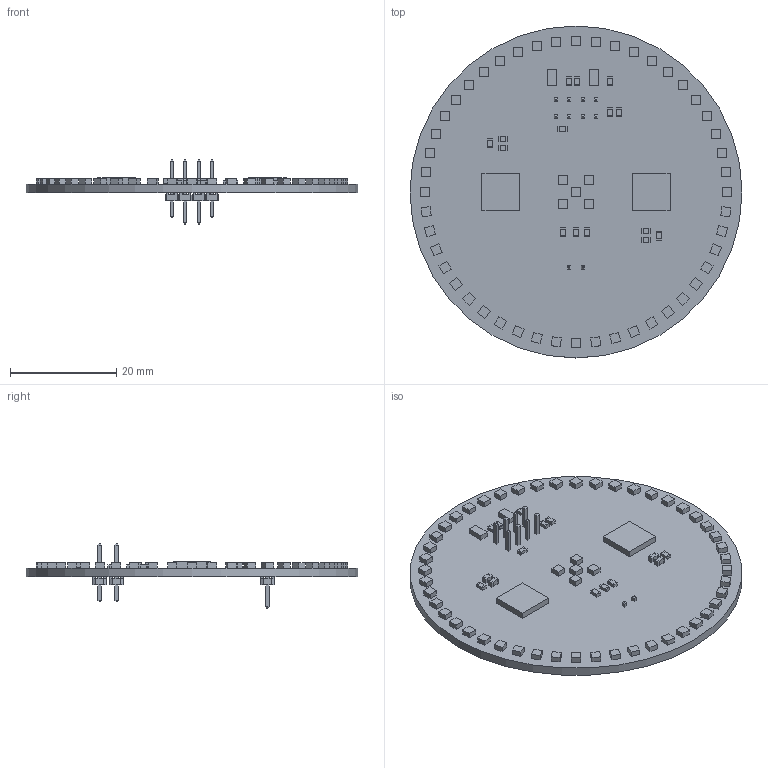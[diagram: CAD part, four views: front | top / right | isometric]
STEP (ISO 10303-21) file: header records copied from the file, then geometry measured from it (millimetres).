
FILE_DESCRIPTION(('Open CASCADE Model'),'2;1');
FILE_NAME('Open CASCADE Shape Model','2015-12-18T17:47:00',('Author'),( 'Open CASCADE'),'Open CASCADE STEP processor 6.5','Open CASCADE 6.5' ,'Unknown');
FILE_SCHEMA(('AUTOMOTIVE_DESIGN { 1 0 10303 214 1 1 1 1 }'));
Length unit declared in the file: millimetre
Products named in the file (119): PCB; Board; U2; 558176176; Extruded; U1; R11; 460208992; 460208864; R10; 558183088; 558183344; R9; R8; R7; R6; R5; R4; R3; R2; R1; Q2; 1416837024; Q1; P3; MTLW-102-05-X-S-172; P2; MTLW-104-07-X-S-125; P1; LED53; 1416837152; LED52; LED51; LED50; LED49; LED48; LED47; 1416837408; LED46; 1416839840 ...
Assembly tree (201 placements, depth 4):
  PCB
    Board
    U2
      558176176
        Extruded
    U1
      558176176
        Extruded
    R11
      460208992  x2
        Extruded
      460208864
        Extruded
    R10
      558183088  x2
        Extruded
      558183344
        Extruded
    R9
      558183088  x2
        Extruded
      558183344
        Extruded
    R8
      558183088  x2
        Extruded
      558183344
        Extruded
    R7
      558183088  x2
        Extruded
      558183344
        Extruded
    R6
      558183088  x2
        Extruded
      558183344
        Extruded
    R5
      558183088  x2
        Extruded
      558183344
        Extruded
    R4
      558183088  x2
        Extruded
      558183344
        Extruded
    R3
      558183088  x2
        Extruded
      558183344
        Extruded
    R2
      558183088  x2
        Extruded
      558183344
        Extruded
    R1
      558183088  x2
Bounding box: 62.5 x 62.5 x 12.12 mm (x, y, z)
Volume: 5456.9 mm3; surface area: 8032.6 mm2
Topology: 106 solids, 106 shells, 1027 faces, 2265 edges, 1470 vertices
Faces by surface type: plane 1026, cylinder 1
Full cylindrical faces by diameter (mm): 62.5 x1
Entity records: 24513 total; most frequent: DIRECTION 3747, CARTESIAN_POINT 3740, LINE 2597, VECTOR 2597, ORIENTED_EDGE 1734, PCURVE 1734, DEFINITIONAL_REPRESENTATION 1734, EDGE_CURVE 867
